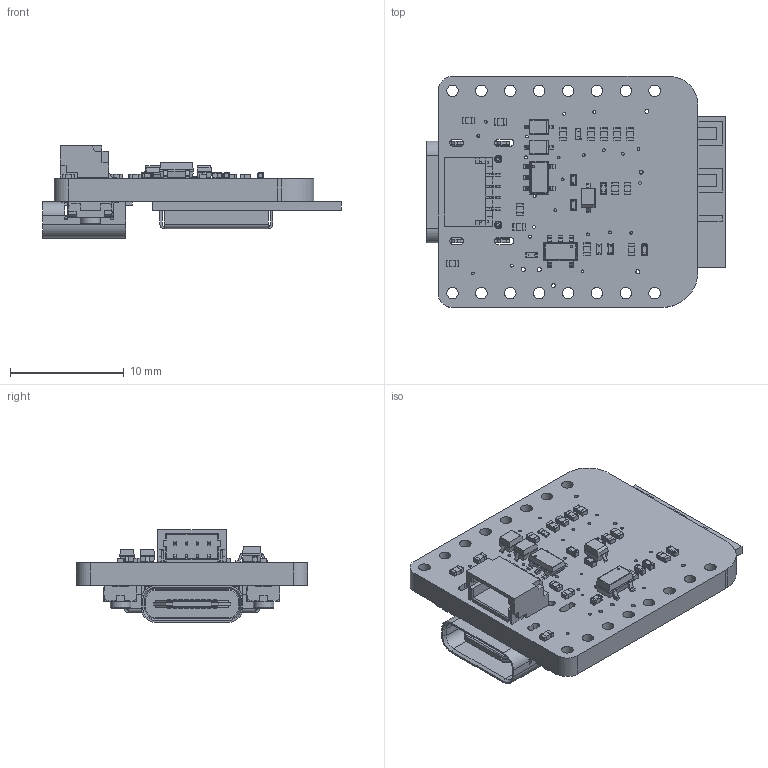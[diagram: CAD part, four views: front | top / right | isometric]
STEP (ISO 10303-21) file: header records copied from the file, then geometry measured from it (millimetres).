
FILE_DESCRIPTION(/* description */ (''),/* implementation_level */ '2;1');
FILE_NAME(/* name */ 'MicroESP-C3-mini.step',/* time_stamp */ '2023-10-03T11:41:10+02:00',/* author */ (''),/* organization */ (''),/* preprocessor_version */ 'ST-DEVELOPER v20',/* originating_system */ 'Autodesk Translation Framework v12.14.0.127',/* authorisation */ '');
FILE_SCHEMA (('AUTOMOTIVE_DESIGN { 1 0 10303 214 3 1 1 }'));
Products named in the file (31): MicroESP-C3-mini; Board; Packages; C0402; Pin1; Pin2; CeramicBody; LASKAKIT_HEART_3MM; LASKKIT_10MM_SILKSCREEN; USUP_4MM_SILKSCREEN; 1X04_1MM_RA; USBC_USB-C-16P-5; CHIPLED_0402; SOD323-R; Body; FilletPinL; FilletPinR; SOT-1215; ESP32C3MINI1N4; SOT-23-5; Body (1); PinsArrayL; PinsArrayR; SOT23-5; Body (2); PinsArrayL (1); PinsArrayR (1); TS1088R02026; SMT-JUMPER_2_NC_TRACE_SILK; SMT-JUMPER_2_NO_SILK; R0402
Assembly tree (52 placements, depth 4):
  MicroESP-C3-mini
    Board
    Packages
      C0402  x7
        Pin1
        Pin2
        CeramicBody
      LASKAKIT_HEART_3MM
      LASKKIT_10MM_SILKSCREEN
      USUP_4MM_SILKSCREEN
      1X04_1MM_RA
      USBC_USB-C-16P-5
      CHIPLED_0402
      SOD323-R  x3
        Body
        FilletPinL
        FilletPinR
      SOT-1215
      ESP32C3MINI1N4
      SOT-23-5
        Body (1)
        PinsArrayL
        PinsArrayR
      SOT23-5
        Body (2)
        PinsArrayL (1)
        PinsArrayR (1)
      TS1088R02026  x2
      SMT-JUMPER_2_NC_TRACE_SILK
      SMT-JUMPER_2_NO_SILK
      R0402  x14
Bounding box: 26.29 x 20.32 x 8.13 mm (x, y, z)
Volume: 1298 mm3; surface area: 3412.9 mm2
Topology: 167 solids, 167 shells, 3536 faces, 8196 edges, 5054 vertices
Faces by surface type: plane 2164, cylinder 882, sphere 310, bspline 160, torus 12, cone 8
Full cylindrical faces by diameter (mm): 0.203 x2, 0.25 x28, 0.35 x6, 0.5 x3, 1.016 x16, 1.8 x2
Entity records: 66880 total; most frequent: CARTESIAN_POINT 13952, ORIENTED_EDGE 10432, DIRECTION 10109, EDGE_CURVE 5216, LINE 4309, VECTOR 4309, VERTEX_POINT 3377, AXIS2_PLACEMENT_3D 2900
